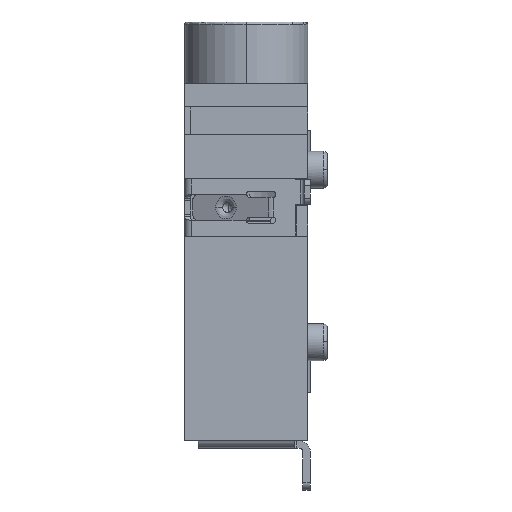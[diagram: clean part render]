
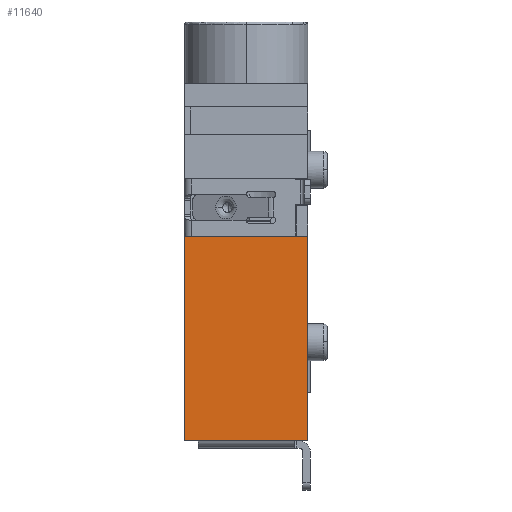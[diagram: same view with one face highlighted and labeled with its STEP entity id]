
A CAD part, left-side view. The second image highlights one B-rep face of the part: STEP entity #11640.
In plain terms, the highlighted planar face has unit normal (-1, 0, 0).
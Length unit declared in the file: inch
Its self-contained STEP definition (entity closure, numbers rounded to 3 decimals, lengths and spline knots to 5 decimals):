
#630 = DIRECTION ( 'NONE',  ( 0., -1., 0. ) ) ;
#666 = CARTESIAN_POINT ( 'NONE',  ( -0.11811, 0.09843, -0.24409 ) ) ;
#1671 = AXIS2_PLACEMENT_3D ( 'NONE', #11775, #14258, #630 ) ;
#1769 = FACE_OUTER_BOUND ( 'NONE', #11448, .T. ) ;
#1869 = DIRECTION ( 'NONE',  ( 0., 0., 1. ) ) ;
#1926 = CARTESIAN_POINT ( 'NONE',  ( -0.11811, 0.09843, -0.57087 ) ) ;
#3022 = CARTESIAN_POINT ( 'NONE',  ( -0.11811, 0., -0.57087 ) ) ;
#3315 = ORIENTED_EDGE ( 'NONE', *, *, #14639, .T. ) ;
#4230 = EDGE_CURVE ( 'NONE', #7063, #7552, #11129, .T. ) ;
#5175 = ORIENTED_EDGE ( 'NONE', *, *, #4230, .T. ) ;
#5849 = CARTESIAN_POINT ( 'NONE',  ( -0.11811, -0.09843, -0.57087 ) ) ;
#6085 = DIRECTION ( 'NONE',  ( 0., -1., 0. ) ) ;
#7063 = VERTEX_POINT ( 'NONE', #5849 ) ;
#7271 = VERTEX_POINT ( 'NONE', #1926 ) ;
#7552 = VERTEX_POINT ( 'NONE', #14111 ) ;
#8252 = VECTOR ( 'NONE', #1869, 39.37008 ) ;
#8429 = CARTESIAN_POINT ( 'NONE',  ( -0.11811, 0.09843, -0.40748 ) ) ;
#8444 = EDGE_CURVE ( 'NONE', #7271, #10806, #14142, .T. ) ;
#9262 = VECTOR ( 'NONE', #13021, 39.37008 ) ;
#10515 = LINE ( 'NONE', #12704, #11074 ) ;
#10806 = VERTEX_POINT ( 'NONE', #666 ) ;
#11022 = EDGE_CURVE ( 'NONE', #10806, #7552, #10515, .T. ) ;
#11074 = VECTOR ( 'NONE', #6085, 39.37008 ) ;
#11129 = LINE ( 'NONE', #14588, #8252 ) ;
#11448 = EDGE_LOOP ( 'NONE', ( #3315, #5175, #12796, #12166 ) ) ;
#11640 = ADVANCED_FACE ( 'NONE', ( #1769 ), #14180, .F. ) ;
#11775 = CARTESIAN_POINT ( 'NONE',  ( -0.11811, 0.10236, -0.23756 ) ) ;
#12090 = VECTOR ( 'NONE', #12204, 39.37008 ) ;
#12166 = ORIENTED_EDGE ( 'NONE', *, *, #8444, .F. ) ;
#12204 = DIRECTION ( 'NONE',  ( 0., -1., 0. ) ) ;
#12704 = CARTESIAN_POINT ( 'NONE',  ( -0.11811, 0., -0.24409 ) ) ;
#12796 = ORIENTED_EDGE ( 'NONE', *, *, #11022, .F. ) ;
#13021 = DIRECTION ( 'NONE',  ( 0., 0., 1. ) ) ;
#14111 = CARTESIAN_POINT ( 'NONE',  ( -0.11811, -0.09843, -0.24409 ) ) ;
#14142 = LINE ( 'NONE', #8429, #9262 ) ;
#14180 = PLANE ( 'NONE',  #1671 ) ;
#14258 = DIRECTION ( 'NONE',  ( 1., 0., 0. ) ) ;
#14456 = LINE ( 'NONE', #3022, #12090 ) ;
#14588 = CARTESIAN_POINT ( 'NONE',  ( -0.11811, -0.09843, -0.28543 ) ) ;
#14639 = EDGE_CURVE ( 'NONE', #7271, #7063, #14456, .T. ) ;
